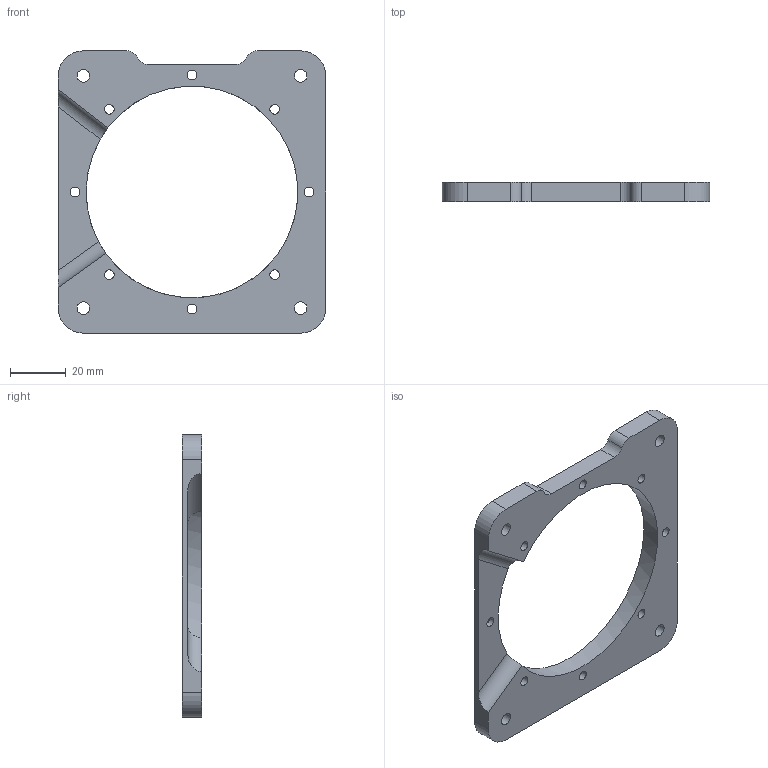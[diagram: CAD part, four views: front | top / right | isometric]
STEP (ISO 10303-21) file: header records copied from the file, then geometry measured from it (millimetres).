
FILE_DESCRIPTION(/* description */ (''),/* implementation_level */ '2;1');
FILE_NAME(/* name */ '2023.001.031.002 - Кронштейн.stp',/* time_stamp */ '2023-11-01T20:46:05+03:00',/* author */ (''),/* organization */ (''),/* preprocessor_version */ 'ST-DEVELOPER v16.7',/* originating_system */ 'SIEMENS PLM Software NX 12.0',/* authorisation */ '');
FILE_SCHEMA (('AUTOMOTIVE_DESIGN { 1 0 10303 214 3 1 1 1 }'));
Length unit declared in the file: millimetre
Products named in the file (1): 2023.001.031.002 - Кронштейн
Bounding box: 96 x 7 x 101.34 mm (x, y, z)
Volume: 29896.7 mm3; surface area: 14444.6 mm2
Topology: 1 solids, 1 shells, 32 faces, 96 edges, 65 vertices
Faces by surface type: cylinder 23, plane 9
Full cylindrical faces by diameter (mm): 3.5 x8, 4.5 x4, 76 x1
Entity records: 1090 total; most frequent: DIRECTION 188, CARTESIAN_POINT 183, ORIENTED_EDGE 158, EDGE_CURVE 79, AXIS2_PLACEMENT_3D 78, EDGE_LOOP 70, VERTEX_POINT 61, FACE_BOUND 54
